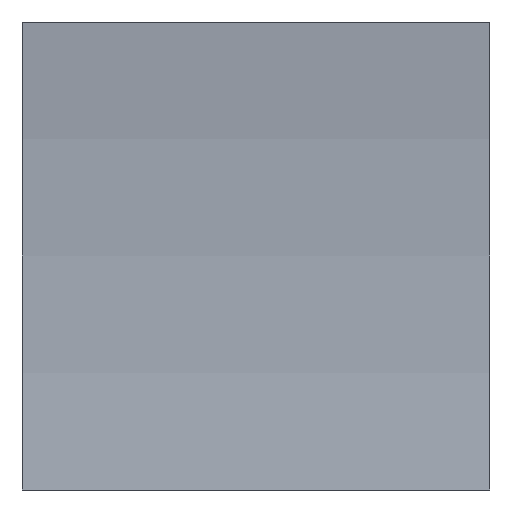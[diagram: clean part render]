
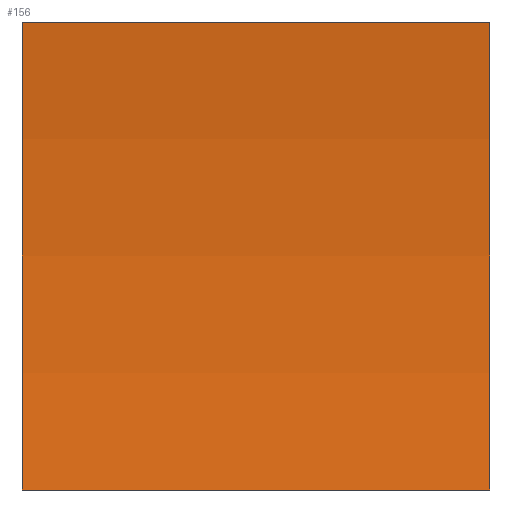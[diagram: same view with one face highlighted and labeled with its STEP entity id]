
A CAD part, left-side view. The second image highlights one B-rep face of the part: STEP entity #156.
In plain terms, the highlighted cylindrical face has radius 77.55 mm (diameter 155.1 mm), a partial arc.
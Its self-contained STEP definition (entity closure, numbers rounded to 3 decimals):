
#6 = DIRECTION ( 'NONE',  ( 0., 0., 1. ) ) ;
#25 = DIRECTION ( 'NONE',  ( 0., -1., 0. ) ) ;
#27 = DIRECTION ( 'NONE',  ( 0., -1., 0. ) ) ;
#32 = CARTESIAN_POINT ( 'NONE',  ( -80.55, 20., 10. ) ) ;
#33 = EDGE_CURVE ( 'NONE', #164, #81, #96, .T. ) ;
#34 = VECTOR ( 'NONE', #27, 1000. ) ;
#38 = VECTOR ( 'NONE', #40, 1000. ) ;
#39 = CARTESIAN_POINT ( 'NONE',  ( -3.647, 20., 0. ) ) ;
#40 = DIRECTION ( 'NONE',  ( 0., -1., 0. ) ) ;
#42 = CIRCLE ( 'NONE', #154, 77.55 ) ;
#43 = AXIS2_PLACEMENT_3D ( 'NONE', #54, #25, #107 ) ;
#45 = DIRECTION ( 'NONE',  ( 0., -1., 0. ) ) ;
#47 = FACE_OUTER_BOUND ( 'NONE', #56, .T. ) ;
#53 = LINE ( 'NONE', #39, #38 ) ;
#54 = CARTESIAN_POINT ( 'NONE',  ( -80.55, 0., 10. ) ) ;
#56 = EDGE_LOOP ( 'NONE', ( #124, #134, #113, #188 ) ) ;
#57 = CARTESIAN_POINT ( 'NONE',  ( -3.647, 20., 20. ) ) ;
#67 = VERTEX_POINT ( 'NONE', #86 ) ;
#81 = VERTEX_POINT ( 'NONE', #159 ) ;
#82 = DIRECTION ( 'NONE',  ( 0., -1., 0. ) ) ;
#86 = CARTESIAN_POINT ( 'NONE',  ( -3.647, 20., 20. ) ) ;
#88 = LINE ( 'NONE', #57, #34 ) ;
#96 = CIRCLE ( 'NONE', #43, 77.55 ) ;
#107 = DIRECTION ( 'NONE',  ( 0., 0., 1. ) ) ;
#113 = ORIENTED_EDGE ( 'NONE', *, *, #176, .F. ) ;
#118 = EDGE_CURVE ( 'NONE', #166, #164, #53, .T. ) ;
#124 = ORIENTED_EDGE ( 'NONE', *, *, #33, .T. ) ;
#134 = ORIENTED_EDGE ( 'NONE', *, *, #137, .F. ) ;
#137 = EDGE_CURVE ( 'NONE', #67, #81, #88, .T. ) ;
#142 = CARTESIAN_POINT ( 'NONE',  ( -80.55, 20., 10. ) ) ;
#147 = CARTESIAN_POINT ( 'NONE',  ( -3.647, 20., 0. ) ) ;
#150 = AXIS2_PLACEMENT_3D ( 'NONE', #142, #45, #179 ) ;
#154 = AXIS2_PLACEMENT_3D ( 'NONE', #32, #82, #6 ) ;
#156 = ADVANCED_FACE ( 'NONE', ( #47 ), #189, .F. ) ;
#159 = CARTESIAN_POINT ( 'NONE',  ( -3.647, 0., 20. ) ) ;
#164 = VERTEX_POINT ( 'NONE', #170 ) ;
#166 = VERTEX_POINT ( 'NONE', #147 ) ;
#170 = CARTESIAN_POINT ( 'NONE',  ( -3.647, 0., 0. ) ) ;
#176 = EDGE_CURVE ( 'NONE', #166, #67, #42, .T. ) ;
#179 = DIRECTION ( 'NONE',  ( 0., 0., -1. ) ) ;
#188 = ORIENTED_EDGE ( 'NONE', *, *, #118, .T. ) ;
#189 = CYLINDRICAL_SURFACE ( 'NONE', #150, 77.55 ) ;
